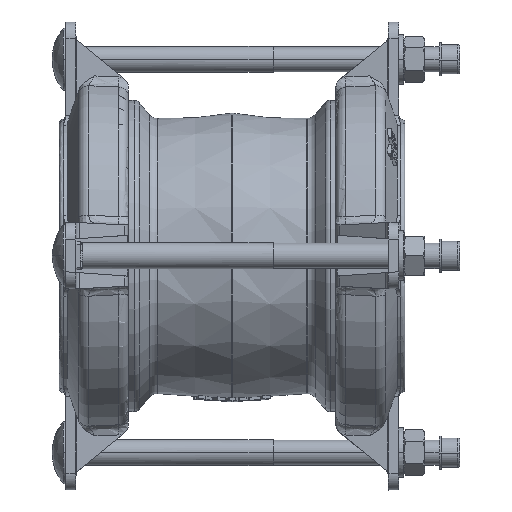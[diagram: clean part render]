
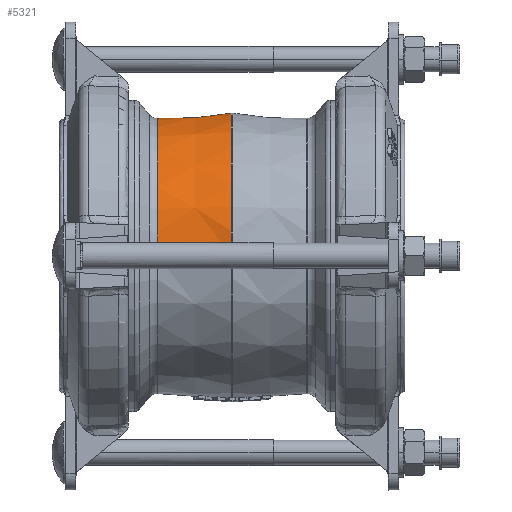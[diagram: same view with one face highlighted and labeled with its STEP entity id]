
A CAD part, top view. The second image highlights one B-rep face of the part: STEP entity #5321.
In plain terms, the highlighted conical face has half-angle 4 degrees and reference radius 66.343 mm.
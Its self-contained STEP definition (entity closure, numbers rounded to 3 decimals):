
#2375 = ORIENTED_EDGE ( 'NONE', *, *, #33016, .T. ) ;
#2376 = ORIENTED_EDGE ( 'NONE', *, *, #8666, .T. ) ;
#2378 = ORIENTED_EDGE ( 'NONE', *, *, #8646, .F. ) ;
#2379 = ORIENTED_EDGE ( 'NONE', *, *, #8668, .F. ) ;
#2553 = EDGE_LOOP ( 'NONE', ( #2375, #2376, #2378, #2379 ) ) ;
#5321 = ADVANCED_FACE ( 'NONE', ( #26703 ), #26718, .T. ) ;
#8560 = CIRCLE ( 'NONE', #12437, 66.343 ) ;
#8646 = EDGE_CURVE ( 'NONE', #29862, #29812, #38746, .T. ) ;
#8666 = EDGE_CURVE ( 'NONE', #30071, #29812, #38754, .T. ) ;
#8668 = EDGE_CURVE ( 'NONE', #30059, #29862, #38749, .T. ) ;
#12437 = AXIS2_PLACEMENT_3D ( 'NONE', #19016, #19017, #19018 ) ;
#13597 = CARTESIAN_POINT ( 'NONE',  ( -0.349, 0., 68.823 ) ) ;
#13647 = CARTESIAN_POINT ( 'NONE',  ( -0.349, 0., -68.823 ) ) ;
#13844 = CARTESIAN_POINT ( 'NONE',  ( -35.808, 0., -66.343 ) ) ;
#13856 = CARTESIAN_POINT ( 'NONE',  ( -35.808, 0., 66.343 ) ) ;
#19016 = CARTESIAN_POINT ( 'NONE',  ( -35.808, 0., 0. ) ) ;
#19017 = DIRECTION ( 'NONE',  ( 1., 0., 0. ) ) ;
#19018 = DIRECTION ( 'NONE',  ( 0., 0., -1. ) ) ;
#26703 = FACE_OUTER_BOUND ( 'NONE', #2553, .T. ) ;
#26718 = CONICAL_SURFACE ( 'NONE', #38052, 66.343, 0.07 ) ;
#29812 = VERTEX_POINT ( 'NONE', #13597 ) ;
#29862 = VERTEX_POINT ( 'NONE', #13647 ) ;
#30059 = VERTEX_POINT ( 'NONE', #13844 ) ;
#30071 = VERTEX_POINT ( 'NONE', #13856 ) ;
#30968 = DIRECTION ( 'NONE',  ( 0., 0., -1. ) ) ;
#30970 = CARTESIAN_POINT ( 'NONE',  ( -35.808, 0., 0. ) ) ;
#30971 = DIRECTION ( 'NONE',  ( 1., 0., 0. ) ) ;
#33016 = EDGE_CURVE ( 'NONE', #30059, #30071, #8560, .T. ) ;
#37071 = CARTESIAN_POINT ( 'NONE',  ( -0.349, 0., 0. ) ) ;
#37072 = DIRECTION ( 'NONE',  ( 1., 0., 0. ) ) ;
#37073 = DIRECTION ( 'NONE',  ( 0., 0., -1. ) ) ;
#37099 = CARTESIAN_POINT ( 'NONE',  ( -35.808, 0., 66.343 ) ) ;
#37100 = CARTESIAN_POINT ( 'NONE',  ( -35.808, 0., -66.343 ) ) ;
#37104 = DIRECTION ( 'NONE',  ( 0.998, 0., 0.07 ) ) ;
#37105 = DIRECTION ( 'NONE',  ( 0.998, 0., -0.07 ) ) ;
#37521 = AXIS2_PLACEMENT_3D ( 'NONE', #37071, #37072, #37073 ) ;
#38052 = AXIS2_PLACEMENT_3D ( 'NONE', #30970, #30971, #30968 ) ;
#38746 = CIRCLE ( 'NONE', #37521, 68.823 ) ;
#38749 = LINE ( 'NONE', #37100, #38756 ) ;
#38752 = VECTOR ( 'NONE', #37104, 1000. ) ;
#38754 = LINE ( 'NONE', #37099, #38752 ) ;
#38756 = VECTOR ( 'NONE', #37105, 1000. ) ;
